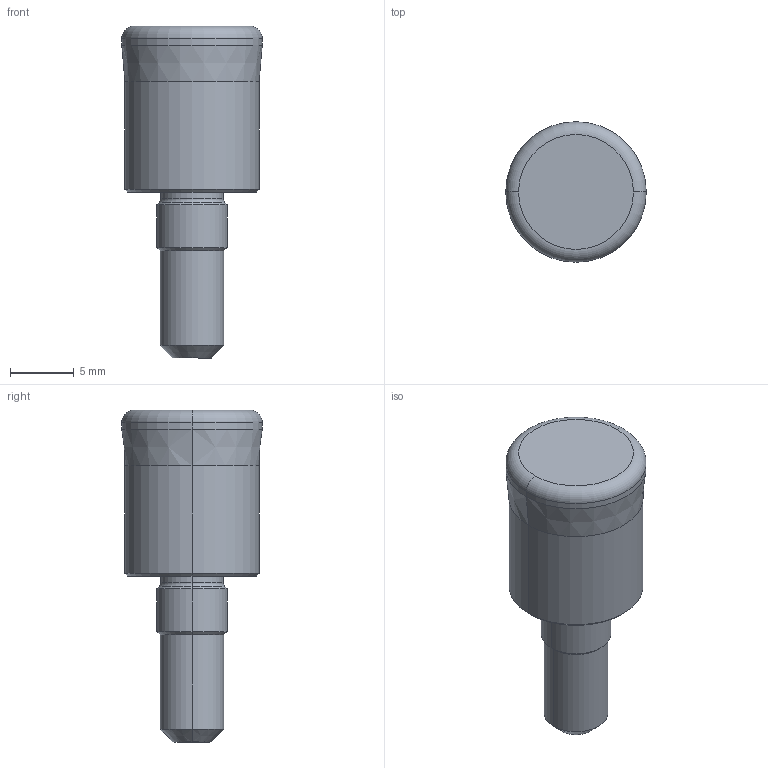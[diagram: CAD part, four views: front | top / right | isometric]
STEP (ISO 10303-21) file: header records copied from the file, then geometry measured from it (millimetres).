
FILE_DESCRIPTION (( 'STEP AP214' ), '1' );
FILE_NAME ('99805-M05-11C5.STEP', '2017-01-10T10:44:37', ( 'User' ), ( 'GENUINE' ), 'SwSTEP 2.0', 'SolidWorks 2012', '' );
FILE_SCHEMA (( 'AUTOMOTIVE_DESIGN' ));
Length unit declared in the file: millimetre
Products named in the file (1): 99805-M05-11C5
Bounding box: 11 x 11 x 26 mm (x, y, z)
Volume: 1404.3 mm3; surface area: 801.7 mm2
Topology: 1 solids, 1 shells, 31 faces, 60 edges, 32 vertices
Faces by surface type: cone 12, cylinder 10, torus 6, plane 3
Entity records: 869 total; most frequent: DIRECTION 162, CARTESIAN_POINT 124, ORIENTED_EDGE 120, AXIS2_PLACEMENT_3D 70, EDGE_CURVE 60, CIRCLE 38, EDGE_LOOP 32, VERTEX_POINT 32
